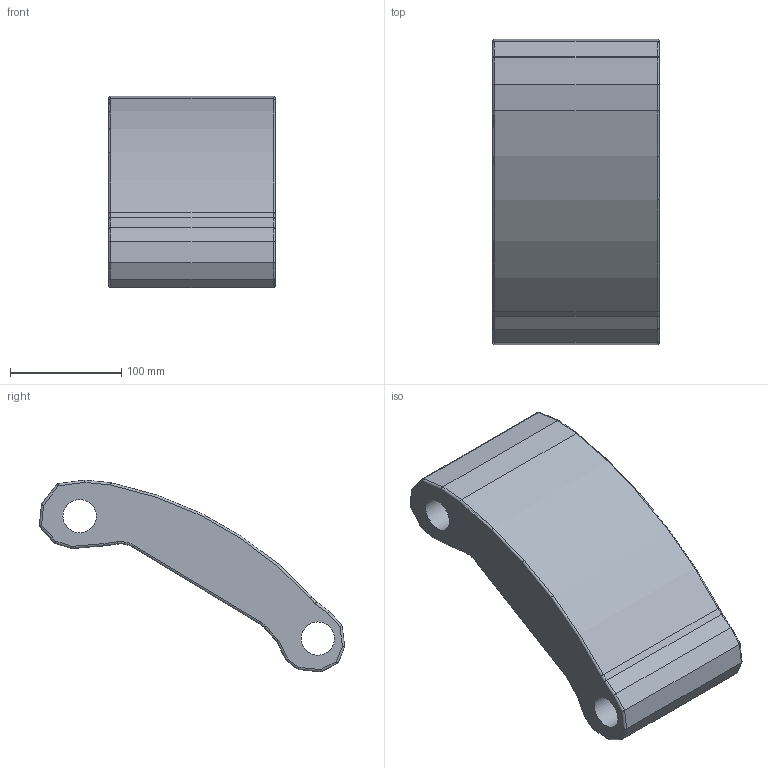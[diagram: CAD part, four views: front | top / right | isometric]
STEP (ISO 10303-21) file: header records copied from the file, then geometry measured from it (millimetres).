
FILE_DESCRIPTION(/* description */ (''),/* implementation_level */ '2;1');
FILE_NAME(/* name */ 'Lankarm_long.stp',/* time_stamp */ '2025-05-01T11:34:38+02:00',/* author */ ('elias'),/* organization */ (''),/* preprocessor_version */ 'ST-DEVELOPER v20.1',/* originating_system */ 'Autodesk Inventor 2026',/* authorisation */ '');
FILE_SCHEMA (('AUTOMOTIVE_DESIGN { 1 0 10303 214 3 1 1 }'));
Length unit declared in the file: millimetre
Products named in the file (1): Lankarm_lång
Bounding box: 150 x 274.79 x 172.43 mm (x, y, z)
Volume: 2299702.1 mm3; surface area: 161890.4 mm2
Topology: 1 solids, 1 shells, 76 faces, 170 edges, 96 vertices
Faces by surface type: cylinder 45, plane 21, torus 6, sphere 4
Full cylindrical faces by diameter (mm): 30 x2
Entity records: 2211 total; most frequent: CARTESIAN_POINT 449, DIRECTION 384, ORIENTED_EDGE 340, EDGE_CURVE 170, AXIS2_PLACEMENT_3D 141, LINE 102, VECTOR 102, VERTEX_POINT 96
